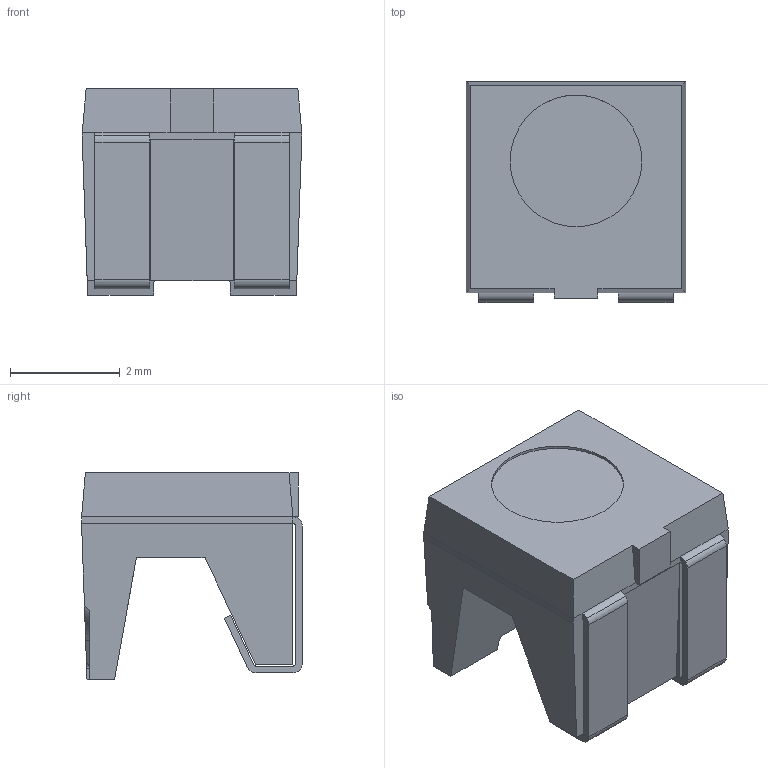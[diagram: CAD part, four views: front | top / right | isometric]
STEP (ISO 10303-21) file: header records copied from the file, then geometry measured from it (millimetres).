
FILE_DESCRIPTION (( 'STEP AP203' ), '1' );
FILE_NAME ('SFH_4244_20180817_geometry.STEP', '2018-08-17T03:06:31', ( '' ), ( '' ), 'SwSTEP 2.0', 'SolidWorks 2017', '' );
FILE_SCHEMA (( 'CONFIG_CONTROL_DESIGN' ));
Length unit declared in the file: millimetre
Products named in the file (1): SFH_4244_20180817_geometry
Bounding box: 4 x 4.03 x 3.77 mm (x, y, z)
Volume: 38.9 mm3; surface area: 110.1 mm2
Topology: 1 solids, 1 shells, 81 faces, 221 edges, 143 vertices
Faces by surface type: plane 51, cylinder 29, cone 1
Entity records: 2622 total; most frequent: CARTESIAN_POINT 465, ORIENTED_EDGE 442, DIRECTION 433, EDGE_CURVE 221, VECTOR 159, LINE 159, VERTEX_POINT 143, AXIS2_PLACEMENT_3D 137
